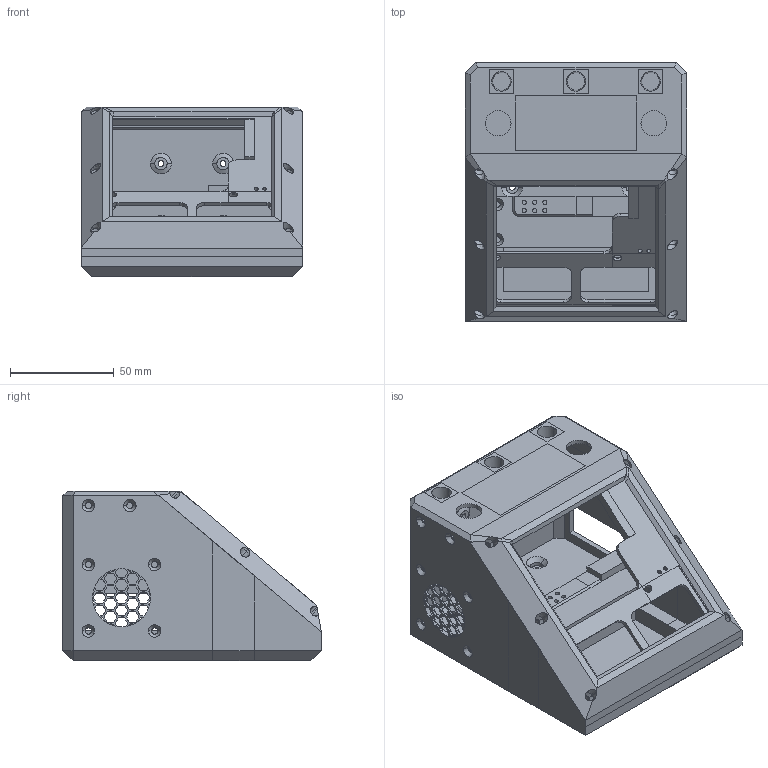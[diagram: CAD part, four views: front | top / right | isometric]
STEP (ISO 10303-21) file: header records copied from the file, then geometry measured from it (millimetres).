
FILE_DESCRIPTION(/* description */ (''),/* implementation_level */ '2;1');
FILE_NAME(/* name */ 'CINEPI~2',/* time_stamp */ '2023-04-18T21:53:36-06:00',/* author */ (''),/* organization */ (''),/* preprocessor_version */ 'ST-DEVELOPER v15',/* originating_system */ '',/* authorisation */ '');
FILE_SCHEMA (('AUTOMOTIVE_DESIGN'));
Length unit declared in the file: millimetre
Products named in the file (1): Document
Bounding box: 106.8 x 124.8 x 82 mm (x, y, z)
Volume: 226866.3 mm3; surface area: 120232.9 mm2
Topology: 5 solids, 5 shells, 1242 faces, 2700 edges, 1448 vertices
Faces by surface type: bspline 910, plane 332
Entity records: 33650 total; most frequent: CARTESIAN_POINT 16371, ORIENTED_EDGE 5396, EDGE_CURVE 2698, B_SPLINE_CURVE_WITH_KNOTS 1982, VERTEX_POINT 1448, EDGE_LOOP 1398, ADVANCED_FACE 1242, FACE_OUTER_BOUND 1242
